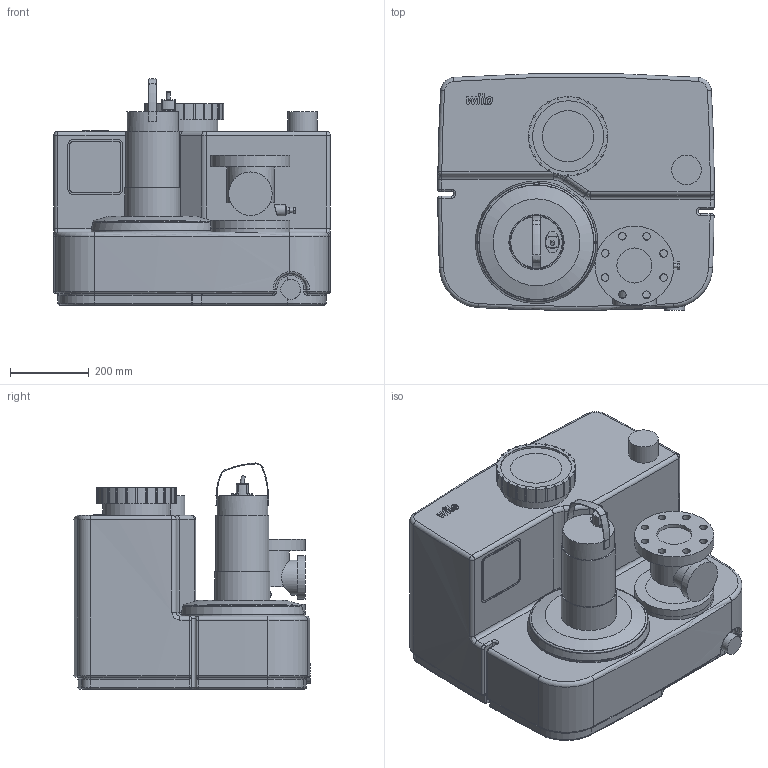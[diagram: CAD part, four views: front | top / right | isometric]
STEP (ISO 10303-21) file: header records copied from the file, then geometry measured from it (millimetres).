
FILE_DESCRIPTION(/* description */ (''),/* implementation_level */ '2;1');
FILE_NAME(/* name */ '3d_DrainLiftSANI-M.16T_4C-2549922.stp',/* time_stamp */ '2021-04-13T13:13:32+02:00',/* author */ ('Andrzej'),/* organization */ (''),/* preprocessor_version */ 'ST-DEVELOPER v16.13',/* originating_system */ 'AutoCAD Mechanical',/* authorisation */ '');
FILE_SCHEMA (('AUTOMOTIVE_DESIGN { 1 0 10303 214 3 1 1 }'));
Length unit declared in the file: millimetre
Products named in the file (1): Product
Bounding box: 700 x 598.81 x 573.27 mm (x, y, z)
Volume: 133605511 mm3; surface area: 2280740.8 mm2
Topology: 10 solids, 11 shells, 518 faces, 1292 edges, 790 vertices
Faces by surface type: plane 208, cylinder 167, torus 73, bspline 45, sphere 21, cone 4
Full cylindrical faces by diameter (mm): 11 x1, 19 x8, 22 x1, 28 x1, 50 x1, 75 x1, 88.9 x2, 110 x1, 120 x1, 130 x3, 135 x1, 140 x1, 170 x1, 180 x1, 200 x3, 300 x1, 306 x2, 310 x1
Entity records: 18451 total; most frequent: CARTESIAN_POINT 6247, DIRECTION 2605, ORIENTED_EDGE 2446, EDGE_CURVE 1223, AXIS2_PLACEMENT_3D 985, VERTEX_POINT 782, LINE 635, VECTOR 635
